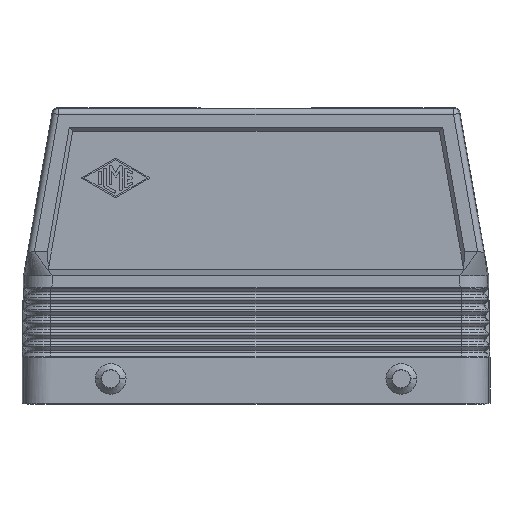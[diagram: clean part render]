
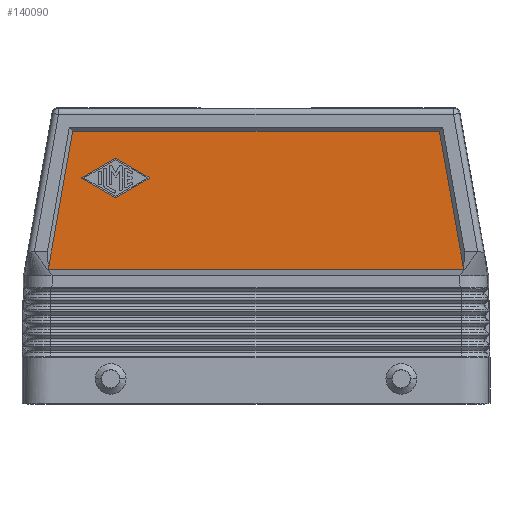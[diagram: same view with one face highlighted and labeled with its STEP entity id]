
A CAD part, left-side view. The second image highlights one B-rep face of the part: STEP entity #140090.
In plain terms, the highlighted planar face has unit normal (-1, 0, 0).
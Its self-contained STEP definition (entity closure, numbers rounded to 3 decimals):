
#138730=CARTESIAN_POINT('',(374.083,-22.843,
34.87));
#138740=VERTEX_POINT('',#138730);
#138770=CARTESIAN_POINT('',(374.083,-26.831,
12.233));
#138780=DIRECTION('',(0.,0.174,0.985));
#138790=VECTOR('',#138780,1.);
#138800=LINE('',#138770,#138790);
#138810=CARTESIAN_POINT('',(374.083,-16.613,
70.233));
#138820=VERTEX_POINT('',#138810);
#138830=EDGE_CURVE('',#138740,#138820,#138800,.T.);
#139090=CARTESIAN_POINT('',(374.083,-12.317,
48.893));
#139100=DIRECTION('',(1.,0.,0.));
#139110=DIRECTION('',(0.,1.,0.));
#139120=AXIS2_PLACEMENT_3D('',#139090,#139100,#139110);
#139130=PLANE('',#139120);
#139140=CARTESIAN_POINT('',(374.083,57.907,
58.233));
#139150=DIRECTION('',(-1.,0.,0.));
#139160=DIRECTION('',(0.,-1.,0.));
#139170=AXIS2_PLACEMENT_3D('',#139140,#139150,#139160);
#139180=CIRCLE('',#139170,0.167);
#139190=CARTESIAN_POINT('',(374.083,57.824,
58.088));
#139200=VERTEX_POINT('',#139190);
#139210=CARTESIAN_POINT('',(374.083,57.824,
58.377));
#139220=VERTEX_POINT('',#139210);
#139230=EDGE_CURVE('',#139200,#139220,#139180,.T.);
#139240=ORIENTED_EDGE('',*,*,#139230,.F.);
#139250=CARTESIAN_POINT('',(374.083,70.873,
65.836));
#139260=DIRECTION('',(0.,-0.868,-0.496));
#139270=VECTOR('',#139260,1.);
#139280=LINE('',#139250,#139270);
#139290=CARTESIAN_POINT('',(374.083,66.241,
63.188));
#139300=VERTEX_POINT('',#139290);
#139310=EDGE_CURVE('',#139300,#139220,#139280,.T.);
#139320=ORIENTED_EDGE('',*,*,#139310,.T.);
#139330=CARTESIAN_POINT('',(374.083,66.406,
62.899));
#139340=DIRECTION('',(-1.,0.,0.));
#139350=DIRECTION('',(0.,-1.,0.));
#139360=AXIS2_PLACEMENT_3D('',#139330,#139340,#139350);
#139370=CIRCLE('',#139360,0.333);
#139380=CARTESIAN_POINT('',(374.083,66.572,
63.188));
#139390=VERTEX_POINT('',#139380);
#139400=EDGE_CURVE('',#139300,#139390,#139370,.T.);
#139410=ORIENTED_EDGE('',*,*,#139400,.F.);
#139420=CARTESIAN_POINT('',(374.083,70.873,
60.73));
#139430=DIRECTION('',(0.,-0.868,0.496));
#139440=VECTOR('',#139430,1.);
#139450=LINE('',#139420,#139440);
#139460=CARTESIAN_POINT('',(374.083,74.988,
58.377));
#139470=VERTEX_POINT('',#139460);
#139480=EDGE_CURVE('',#139470,#139390,#139450,.T.);
#139490=ORIENTED_EDGE('',*,*,#139480,.T.);
#139500=CARTESIAN_POINT('',(374.083,74.905,
58.233));
#139510=DIRECTION('',(-1.,0.,0.));
#139520=DIRECTION('',(0.,-1.,0.));
#139530=AXIS2_PLACEMENT_3D('',#139500,#139510,#139520);
#139540=CIRCLE('',#139530,0.167);
#139550=CARTESIAN_POINT('',(374.083,74.988,
58.088));
#139560=VERTEX_POINT('',#139550);
#139570=EDGE_CURVE('',#139470,#139560,#139540,.T.);
#139580=ORIENTED_EDGE('',*,*,#139570,.F.);
#139590=CARTESIAN_POINT('',(374.083,70.873,
55.735));
#139600=DIRECTION('',(0.,0.868,0.496));
#139610=VECTOR('',#139600,1.);
#139620=LINE('',#139590,#139610);
#139630=CARTESIAN_POINT('',(374.083,66.572,
53.277));
#139640=VERTEX_POINT('',#139630);
#139650=EDGE_CURVE('',#139640,#139560,#139620,.T.);
#139660=ORIENTED_EDGE('',*,*,#139650,.T.);
#139670=CARTESIAN_POINT('',(374.083,66.406,
53.566));
#139680=DIRECTION('',(-1.,0.,0.));
#139690=DIRECTION('',(0.,-1.,0.));
#139700=AXIS2_PLACEMENT_3D('',#139670,#139680,#139690);
#139710=CIRCLE('',#139700,0.333);
#139720=CARTESIAN_POINT('',(374.083,66.241,
53.277));
#139730=VERTEX_POINT('',#139720);
#139740=EDGE_CURVE('',#139640,#139730,#139710,.T.);
#139750=ORIENTED_EDGE('',*,*,#139740,.F.);
#139760=CARTESIAN_POINT('',(374.083,70.873,
50.63));
#139770=DIRECTION('',(0.,0.868,-0.496));
#139780=VECTOR('',#139770,1.);
#139790=LINE('',#139760,#139780);
#139800=EDGE_CURVE('',#139200,#139730,#139790,.T.);
#139810=ORIENTED_EDGE('',*,*,#139800,.T.);
#139820=EDGE_LOOP('',(#139810,#139750,#139660,#139580,#139490,#139410,
#139320,#139240));
#139830=FACE_BOUND('',#139820,.T.);
#139840=CARTESIAN_POINT('',(374.083,44.373,
34.87));
#139850=DIRECTION('',(0.,1.,0.));
#139860=VECTOR('',#139850,1.);
#139870=LINE('',#139840,#139860);
#139880=CARTESIAN_POINT('',(374.083,83.656,
34.87));
#139890=VERTEX_POINT('',#139880);
#139900=EDGE_CURVE('',#138740,#139890,#139870,.T.);
#139910=ORIENTED_EDGE('',*,*,#139900,.F.);
#139920=CARTESIAN_POINT('',(374.083,87.644,
12.233));
#139930=DIRECTION('',(0.,-0.174,0.985));
#139940=VECTOR('',#139930,1.);
#139950=LINE('',#139920,#139940);
#139960=CARTESIAN_POINT('',(374.083,77.426,
70.233));
#139970=VERTEX_POINT('',#139960);
#139980=EDGE_CURVE('',#139890,#139970,#139950,.T.);
#139990=ORIENTED_EDGE('',*,*,#139980,.F.);
#140000=CARTESIAN_POINT('',(374.083,44.373,
70.233));
#140010=DIRECTION('',(0.,1.,0.));
#140020=VECTOR('',#140010,1.);
#140030=LINE('',#140000,#140020);
#140040=EDGE_CURVE('',#138820,#139970,#140030,.T.);
#140050=ORIENTED_EDGE('',*,*,#140040,.T.);
#140060=ORIENTED_EDGE('',*,*,#138830,.T.);
#140070=EDGE_LOOP('',(#140060,#140050,#139990,#139910));
#140080=FACE_OUTER_BOUND('',#140070,.T.);
#140090=ADVANCED_FACE('',(#139830,#140080),#139130,.F.);
